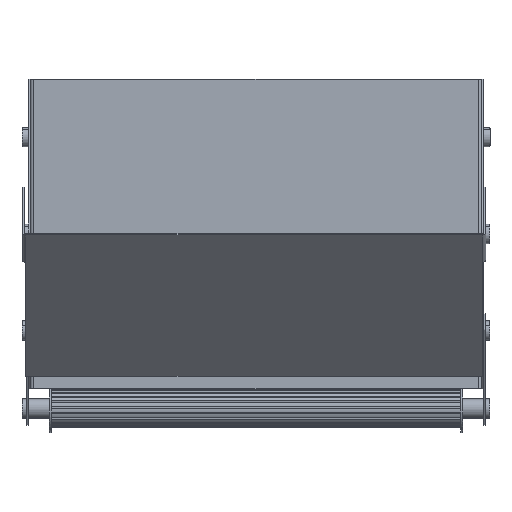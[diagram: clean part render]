
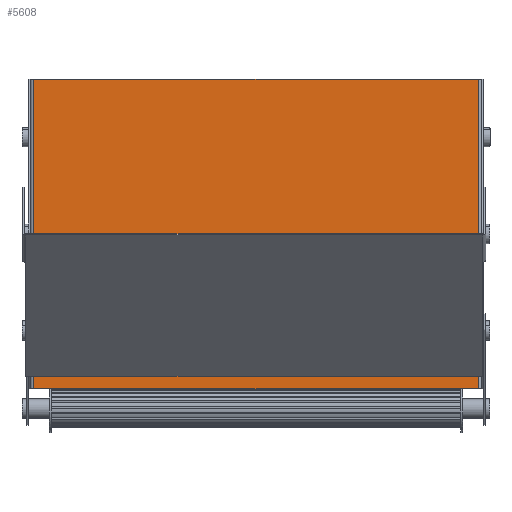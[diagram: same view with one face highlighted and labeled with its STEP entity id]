
A CAD part, front view. The second image highlights one B-rep face of the part: STEP entity #5608.
In plain terms, the highlighted planar face has unit normal (0, -1, 0).
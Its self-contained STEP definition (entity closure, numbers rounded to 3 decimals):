
#66 = VERTEX_POINT ( 'NONE', #3376 ) ;
#821 = VERTEX_POINT ( 'NONE', #3566 ) ;
#940 = VERTEX_POINT ( 'NONE', #1080 ) ;
#1080 = CARTESIAN_POINT ( 'NONE',  ( -115., -1., -80. ) ) ;
#1110 = DIRECTION ( 'NONE',  ( 0., 0., -1. ) ) ;
#1268 = AXIS2_PLACEMENT_3D ( 'NONE', #1521, #6539, #4117 ) ;
#1521 = CARTESIAN_POINT ( 'NONE',  ( 0., -1., 0. ) ) ;
#1644 = CARTESIAN_POINT ( 'NONE',  ( -150., -1., 80. ) ) ;
#1645 = ORIENTED_EDGE ( 'NONE', *, *, #3828, .T. ) ;
#1866 = LINE ( 'NONE', #4302, #4051 ) ;
#2048 = EDGE_CURVE ( 'NONE', #821, #4041, #4666, .T. ) ;
#2071 = CARTESIAN_POINT ( 'NONE',  ( 115., -1., 0. ) ) ;
#3069 = DIRECTION ( 'NONE',  ( 0., 0., -1. ) ) ;
#3127 = VECTOR ( 'NONE', #1110, 1000. ) ;
#3292 = VECTOR ( 'NONE', #6159, 1000. ) ;
#3376 = CARTESIAN_POINT ( 'NONE',  ( 115., -1., -80. ) ) ;
#3565 = CARTESIAN_POINT ( 'NONE',  ( -115., -1., 0. ) ) ;
#3566 = CARTESIAN_POINT ( 'NONE',  ( -115., -1., 80. ) ) ;
#3604 = ORIENTED_EDGE ( 'NONE', *, *, #5738, .F. ) ;
#3747 = ORIENTED_EDGE ( 'NONE', *, *, #4425, .F. ) ;
#3828 = EDGE_CURVE ( 'NONE', #821, #940, #4927, .T. ) ;
#4029 = VECTOR ( 'NONE', #3069, 1000. ) ;
#4041 = VERTEX_POINT ( 'NONE', #6434 ) ;
#4051 = VECTOR ( 'NONE', #4360, 1000. ) ;
#4117 = DIRECTION ( 'NONE',  ( 0., 0., 1. ) ) ;
#4302 = CARTESIAN_POINT ( 'NONE',  ( -150., -1., -80. ) ) ;
#4360 = DIRECTION ( 'NONE',  ( -1., 0., 0. ) ) ;
#4425 = EDGE_CURVE ( 'NONE', #4041, #66, #5525, .T. ) ;
#4503 = PLANE ( 'NONE',  #1268 ) ;
#4666 = LINE ( 'NONE', #1644, #3292 ) ;
#4712 = ORIENTED_EDGE ( 'NONE', *, *, #2048, .F. ) ;
#4927 = LINE ( 'NONE', #3565, #3127 ) ;
#5445 = EDGE_LOOP ( 'NONE', ( #3747, #4712, #1645, #3604 ) ) ;
#5525 = LINE ( 'NONE', #2071, #4029 ) ;
#5608 = ADVANCED_FACE ( 'NONE', ( #6068 ), #4503, .F. ) ;
#5738 = EDGE_CURVE ( 'NONE', #66, #940, #1866, .T. ) ;
#6068 = FACE_OUTER_BOUND ( 'NONE', #5445, .T. ) ;
#6159 = DIRECTION ( 'NONE',  ( 1., 0., 0. ) ) ;
#6434 = CARTESIAN_POINT ( 'NONE',  ( 115., -1., 80. ) ) ;
#6539 = DIRECTION ( 'NONE',  ( 0., 1., 0. ) ) ;
